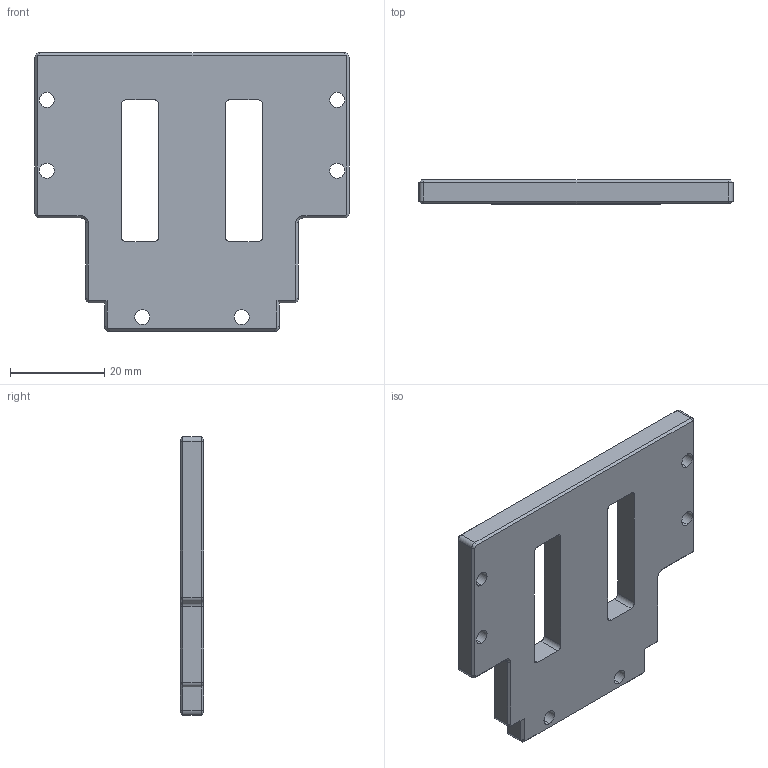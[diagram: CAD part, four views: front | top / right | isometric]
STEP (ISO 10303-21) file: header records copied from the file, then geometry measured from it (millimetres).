
FILE_DESCRIPTION (( 'STEP AP214' ), '1' );
FILE_NAME ('JXS-04-07.STEP', '2026-02-04T18:20:25', ( '1' ), ( '' ), 'SwSTEP 2.0', 'SolidWorks 2020', '' );
FILE_SCHEMA (( 'AUTOMOTIVE_DESIGN' ));
Length unit declared in the file: millimetre
Products named in the file (1): JXS-04-07
Bounding box: 66.5 x 5 x 59 mm (x, y, z)
Volume: 14096.9 mm3; surface area: 7796.2 mm2
Topology: 1 solids, 1 shells, 96 faces, 238 edges, 144 vertices
Faces by surface type: plane 46, cylinder 30, cone 20
Entity records: 2876 total; most frequent: DIRECTION 512, CARTESIAN_POINT 479, ORIENTED_EDGE 476, EDGE_CURVE 238, AXIS2_PLACEMENT_3D 177, VECTOR 158, LINE 158, VERTEX_POINT 144
